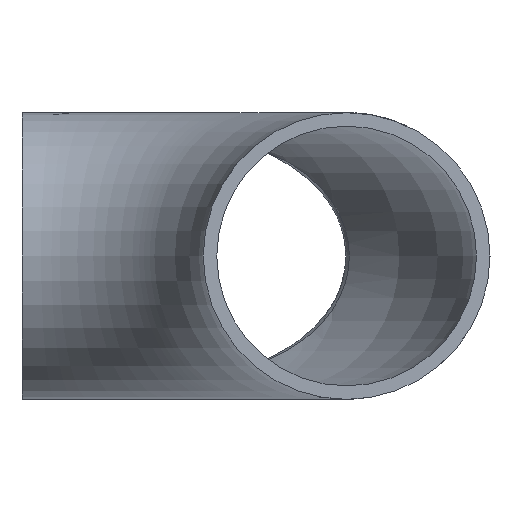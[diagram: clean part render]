
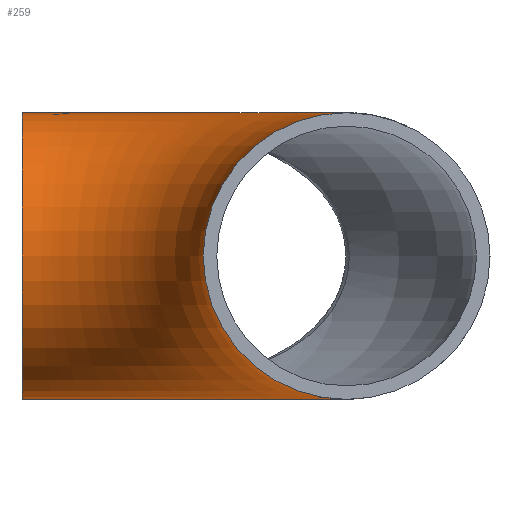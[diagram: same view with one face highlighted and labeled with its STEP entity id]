
A CAD part, left-side view. The second image highlights one B-rep face of the part: STEP entity #259.
In plain terms, the highlighted toroidal (fillet/blend) face has major radius 48 mm and minor radius 21.2 mm.
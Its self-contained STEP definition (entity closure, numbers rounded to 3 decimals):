
#246 = CARTESIAN_POINT ( 'NONE',  ( -1.117, -43.874, 13.674 ) ) ;
#259 = ADVANCED_FACE ( 'NONE', ( #3263, #7463 ), #2019, .T. ) ;
#278 = CARTESIAN_POINT ( 'NONE',  ( -1.271, -48.641, -8.524 ) ) ;
#339 = CARTESIAN_POINT ( 'NONE',  ( -1.101, -43.386, -14.077 ) ) ;
#345 = CARTESIAN_POINT ( 'NONE',  ( 0., 0., -21.2 ) ) ;
#372 = B_SPLINE_CURVE_WITH_KNOTS ( 'NONE', 3,
 ( #9590, #4838, #8882, #4136, #4932, #1628, #7121, #2418, #7931, #3193, #8741, #9515, #4802, #1050, #1912, #6562, #7323, #7427, #339, #2625, #6597, #9773, #6526, #5816, #278, #5849, #8138, #1080, #8237, #9745, #7289, #1019, #7352, #4271, #1110, #9680, #1847, #4997, #2685, #2658, #4961, #2717, #6632, #3390, #3496, #246, #4306, #5781, #8170, #5060, #380, #7390, #3425, #9041, #9807, #5097, #990, #1881, #6494, #9715, #8974, #1788, #8916, #1814, #8206, #2594 ),
 .UNSPECIFIED., .F., .F.,
 ( 4, 2, 2, 2, 2, 2, 2, 2, 2, 2, 2, 2, 2, 2, 2, 2, 2, 2, 2, 2, 2, 2, 2, 2, 2, 2, 2, 2, 2, 2, 2, 2, 4 ),
 ( 0., 0.007, 0.015, 0.023, 0.03, 0.034, 0.038, 0.04, 0.042, 0.046, 0.048, 0.05, 0.053, 0.055, 0.057, 0.059, 0.061, 0.065, 0.067, 0.069, 0.071, 0.072, 0.076, 0.078, 0.08, 0.084, 0.088, 0.092, 0.099, 0.103, 0.107, 0.115, 0.122 ),
 .UNSPECIFIED. ) ;
#380 = CARTESIAN_POINT ( 'NONE',  ( -0.952, -38.989, 16.693 ) ) ;
#773 = CIRCLE ( 'NONE', #881, 21.2 ) ;
#828 = ORIENTED_EDGE ( 'NONE', *, *, #4686, .T. ) ;
#881 = AXIS2_PLACEMENT_3D ( 'NONE', #9461, #4776, #3258 ) ;
#937 = AXIS2_PLACEMENT_3D ( 'NONE', #1919, #7434, #3502 ) ;
#990 = CARTESIAN_POINT ( 'NONE',  ( -0.491, -25.522, 20.396 ) ) ;
#1015 = ORIENTED_EDGE ( 'NONE', *, *, #7375, .F. ) ;
#1019 = CARTESIAN_POINT ( 'NONE',  ( -1.347, -51.073, -1.243 ) ) ;
#1050 = CARTESIAN_POINT ( 'NONE',  ( -0.932, -38.398, -16.949 ) ) ;
#1080 = CARTESIAN_POINT ( 'NONE',  ( -1.323, -50.277, -5.03 ) ) ;
#1110 = CARTESIAN_POINT ( 'NONE',  ( -1.343, -50.945, 2.576 ) ) ;
#1628 = CARTESIAN_POINT ( 'NONE',  ( -0.259, -17.876, -21.011 ) ) ;
#1788 = CARTESIAN_POINT ( 'NONE',  ( -0.136, -12.779, 21.161 ) ) ;
#1814 = CARTESIAN_POINT ( 'NONE',  ( -0.018, -5.112, 21.202 ) ) ;
#1847 = CARTESIAN_POINT ( 'NONE',  ( -1.322, -50.264, 5.066 ) ) ;
#1881 = CARTESIAN_POINT ( 'NONE',  ( -0.372, -21.71, 20.76 ) ) ;
#1912 = CARTESIAN_POINT ( 'NONE',  ( -0.951, -38.977, -16.679 ) ) ;
#1919 = CARTESIAN_POINT ( 'NONE',  ( 0., 0., 0. ) ) ;
#2019 = TOROIDAL_SURFACE ( 'NONE', #2189, 48., 21.2 ) ;
#2189 = AXIS2_PLACEMENT_3D ( 'NONE', #8453, #5326, #3754 ) ;
#2418 = CARTESIAN_POINT ( 'NONE',  ( -0.49, -25.487, -20.4 ) ) ;
#2594 = CARTESIAN_POINT ( 'NONE',  ( 0., 0., 21.2 ) ) ;
#2625 = CARTESIAN_POINT ( 'NONE',  ( -1.149, -44.858, -12.86 ) ) ;
#2658 = CARTESIAN_POINT ( 'NONE',  ( -1.281, -48.937, 7.962 ) ) ;
#2685 = CARTESIAN_POINT ( 'NONE',  ( -1.299, -49.534, 6.834 ) ) ;
#2717 = CARTESIAN_POINT ( 'NONE',  ( -1.247, -47.882, 9.58 ) ) ;
#3193 = CARTESIAN_POINT ( 'NONE',  ( -0.702, -31.756, -19.227 ) ) ;
#3258 = DIRECTION ( 'NONE',  ( 0., -1., 0. ) ) ;
#3263 = FACE_OUTER_BOUND ( 'NONE', #7069, .T. ) ;
#3390 = CARTESIAN_POINT ( 'NONE',  ( -1.195, -46.263, 11.559 ) ) ;
#3425 = CARTESIAN_POINT ( 'NONE',  ( -0.83, -35.435, 18.146 ) ) ;
#3496 = CARTESIAN_POINT ( 'NONE',  ( -1.165, -45.353, 12.45 ) ) ;
#3502 = DIRECTION ( 'NONE',  ( 0., 0., 1. ) ) ;
#3537 = CIRCLE ( 'NONE', #937, 21.2 ) ;
#3629 = EDGE_LOOP ( 'NONE', ( #9305 ) ) ;
#3739 = VERTEX_POINT ( 'NONE', #345 ) ;
#3754 = DIRECTION ( 'NONE',  ( 1., 0., 0. ) ) ;
#4136 = CARTESIAN_POINT ( 'NONE',  ( -0.086, -10.218, -21.183 ) ) ;
#4271 = CARTESIAN_POINT ( 'NONE',  ( -1.348, -51.107, 1.312 ) ) ;
#4306 = CARTESIAN_POINT ( 'NONE',  ( -1.1, -43.359, 14.065 ) ) ;
#4686 = EDGE_CURVE ( 'NONE', #3739, #5608, #372, .T. ) ;
#4776 = DIRECTION ( 'NONE',  ( -1., 0., 0. ) ) ;
#4802 = CARTESIAN_POINT ( 'NONE',  ( -0.871, -36.641, -17.708 ) ) ;
#4838 = CARTESIAN_POINT ( 'NONE',  ( -0.001, -2.555, -21.2 ) ) ;
#4932 = CARTESIAN_POINT ( 'NONE',  ( -0.136, -12.773, -21.161 ) ) ;
#4961 = CARTESIAN_POINT ( 'NONE',  ( -1.27, -48.606, 8.511 ) ) ;
#4997 = CARTESIAN_POINT ( 'NONE',  ( -1.308, -49.8, 6.255 ) ) ;
#5060 = CARTESIAN_POINT ( 'NONE',  ( -0.991, -40.126, 16.121 ) ) ;
#5097 = CARTESIAN_POINT ( 'NONE',  ( -0.575, -28.041, 20.04 ) ) ;
#5326 = DIRECTION ( 'NONE',  ( 0., 0., -1. ) ) ;
#5608 = VERTEX_POINT ( 'NONE', #6610 ) ;
#5781 = CARTESIAN_POINT ( 'NONE',  ( -1.064, -42.307, 14.8 ) ) ;
#5816 = CARTESIAN_POINT ( 'NONE',  ( -1.248, -47.922, -9.579 ) ) ;
#5849 = CARTESIAN_POINT ( 'NONE',  ( -1.3, -49.539, -6.824 ) ) ;
#6494 = CARTESIAN_POINT ( 'NONE',  ( -0.334, -20.434, 20.853 ) ) ;
#6526 = CARTESIAN_POINT ( 'NONE',  ( -1.209, -46.685, -11.057 ) ) ;
#6562 = CARTESIAN_POINT ( 'NONE',  ( -0.99, -40.121, -16.099 ) ) ;
#6597 = CARTESIAN_POINT ( 'NONE',  ( -1.165, -45.333, -12.433 ) ) ;
#6610 = CARTESIAN_POINT ( 'NONE',  ( 0., 0., 21.2 ) ) ;
#6632 = CARTESIAN_POINT ( 'NONE',  ( -1.235, -47.493, 10.092 ) ) ;
#7069 = EDGE_LOOP ( 'NONE', ( #1015, #828 ) ) ;
#7117 = CARTESIAN_POINT ( 'NONE',  ( -48., -69.2, 0. ) ) ;
#7121 = CARTESIAN_POINT ( 'NONE',  ( -0.332, -20.421, -20.882 ) ) ;
#7289 = CARTESIAN_POINT ( 'NONE',  ( -1.342, -50.913, -2.527 ) ) ;
#7323 = CARTESIAN_POINT ( 'NONE',  ( -1.01, -40.687, -15.789 ) ) ;
#7352 = CARTESIAN_POINT ( 'NONE',  ( -1.348, -51.112, -0.601 ) ) ;
#7375 = EDGE_CURVE ( 'NONE', #3739, #5608, #3537, .T. ) ;
#7390 = CARTESIAN_POINT ( 'NONE',  ( -0.871, -36.647, 17.705 ) ) ;
#7427 = CARTESIAN_POINT ( 'NONE',  ( -1.066, -42.34, -14.805 ) ) ;
#7434 = DIRECTION ( 'NONE',  ( 0., 1., 0. ) ) ;
#7463 = FACE_OUTER_BOUND ( 'NONE', #3629, .T. ) ;
#7931 = CARTESIAN_POINT ( 'NONE',  ( -0.574, -28.007, -20.047 ) ) ;
#8138 = CARTESIAN_POINT ( 'NONE',  ( -1.308, -49.809, -6.235 ) ) ;
#8170 = CARTESIAN_POINT ( 'NONE',  ( -1.046, -41.77, 15.145 ) ) ;
#8206 = CARTESIAN_POINT ( 'NONE',  ( -0.001, -2.555, 21.2 ) ) ;
#8237 = CARTESIAN_POINT ( 'NONE',  ( -1.329, -50.475, -4.413 ) ) ;
#8453 = CARTESIAN_POINT ( 'NONE',  ( -48., 0., 0. ) ) ;
#8741 = CARTESIAN_POINT ( 'NONE',  ( -0.745, -33.002, -18.903 ) ) ;
#8882 = CARTESIAN_POINT ( 'NONE',  ( -0.018, -5.109, -21.202 ) ) ;
#8916 = CARTESIAN_POINT ( 'NONE',  ( -0.086, -10.223, 21.183 ) ) ;
#8941 = EDGE_CURVE ( 'NONE', #9279, #9279, #773, .T. ) ;
#8974 = CARTESIAN_POINT ( 'NONE',  ( -0.229, -16.608, 21.048 ) ) ;
#9041 = CARTESIAN_POINT ( 'NONE',  ( -0.745, -32.996, 18.905 ) ) ;
#9279 = VERTEX_POINT ( 'NONE', #7117 ) ;
#9305 = ORIENTED_EDGE ( 'NONE', *, *, #8941, .F. ) ;
#9461 = CARTESIAN_POINT ( 'NONE',  ( -48., -48., 0. ) ) ;
#9515 = CARTESIAN_POINT ( 'NONE',  ( -0.83, -35.442, -18.144 ) ) ;
#9590 = CARTESIAN_POINT ( 'NONE',  ( 0., 0., -21.2 ) ) ;
#9680 = CARTESIAN_POINT ( 'NONE',  ( -1.328, -50.463, 4.454 ) ) ;
#9715 = CARTESIAN_POINT ( 'NONE',  ( -0.262, -17.884, 20.997 ) ) ;
#9745 = CARTESIAN_POINT ( 'NONE',  ( -1.339, -50.793, -3.161 ) ) ;
#9773 = CARTESIAN_POINT ( 'NONE',  ( -1.194, -46.245, -11.533 ) ) ;
#9807 = CARTESIAN_POINT ( 'NONE',  ( -0.703, -31.764, 19.224 ) ) ;
